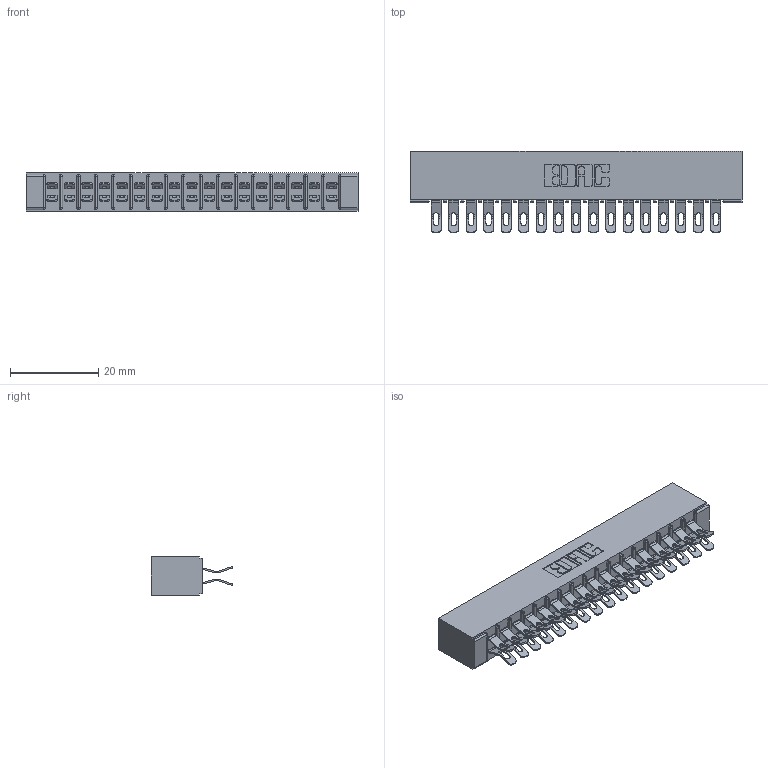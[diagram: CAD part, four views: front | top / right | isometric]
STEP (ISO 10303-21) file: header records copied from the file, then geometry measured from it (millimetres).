
FILE_DESCRIPTION (( 'STEP AP203' ), '1' );
FILE_NAME ('315-034-555-201.STEP', '2019-09-10T15:57:14', ( '' ), ( '' ), 'SwSTEP 2.0', 'SolidWorks 2016', '' );
FILE_SCHEMA (( 'CONFIG_CONTROL_DESIGN' ));
Length unit declared in the file: inch
Products named in the file (3): 305-290-001_555; 315-034-555-201; 305 Part_No Mounting
Assembly tree (35 placements, depth 2):
  315-034-555-201
    305 Part_No Mounting
    305-290-001_555  x34
Bounding box: 75.23 x 18.41 x 8.71 mm (x, y, z)
Volume: 5021.2 mm3; surface area: 10318.1 mm2
Topology: 35 solids, 35 shells, 2352 faces, 7007 edges, 4578 vertices
Faces by surface type: plane 1152, cylinder 1132, sphere 68
Entity records: 21796 total; most frequent: CARTESIAN_POINT 3623, ORIENTED_EDGE 3582, DIRECTION 3517, EDGE_CURVE 1791, VECTOR 1405, LINE 1405, VERTEX_POINT 1146, AXIS2_PLACEMENT_3D 1056
